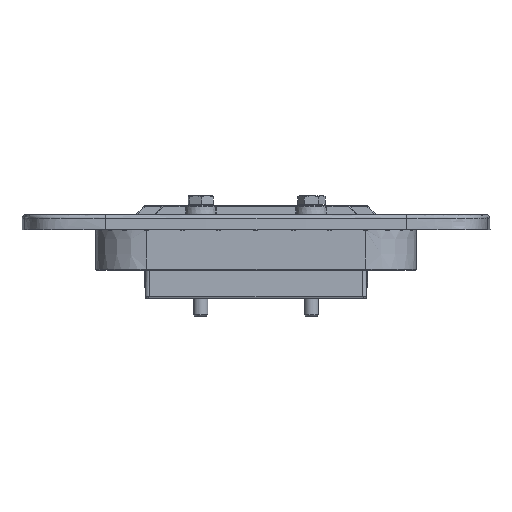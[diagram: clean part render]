
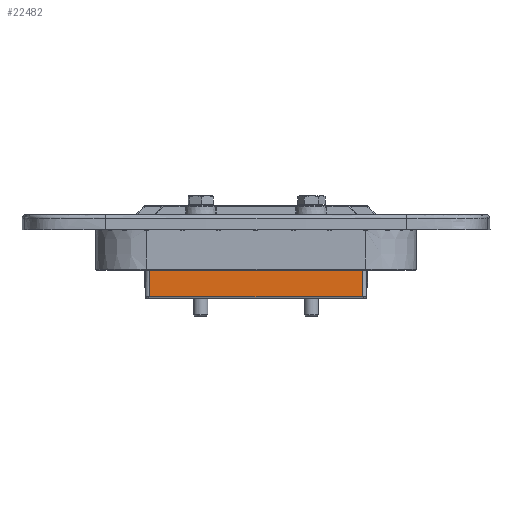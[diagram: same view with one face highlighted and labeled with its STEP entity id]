
A CAD part, left-side view. The second image highlights one B-rep face of the part: STEP entity #22482.
In plain terms, the highlighted planar face has unit normal (-1, 0, 0.009).
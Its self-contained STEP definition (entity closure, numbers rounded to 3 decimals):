
#21848=CARTESIAN_POINT('',(-204.94,17.52,48.218));
#21849=VERTEX_POINT('',#21848);
#21892=CARTESIAN_POINT('',(-204.94,133.061,48.218));
#21893=VERTEX_POINT('',#21892);
#21901=CARTESIAN_POINT('',(-204.94,133.061,48.218));
#21902=DIRECTION('',(0.0,-1.0,0.0));
#21903=VECTOR('',#21902,115.542);
#21904=LINE('',#21901,#21903);
#21905=EDGE_CURVE('',#21893,#21849,#21904,.T.);
#22349=CARTESIAN_POINT('',(-205.123,133.245,27.218));
#22350=VERTEX_POINT('',#22349);
#22384=CARTESIAN_POINT('',(-205.123,17.335,27.218));
#22385=VERTEX_POINT('',#22384);
#22393=CARTESIAN_POINT('',(-205.123,17.335,27.218));
#22394=DIRECTION('',(0.0,1.0,0.0));
#22395=VECTOR('',#22394,115.91);
#22396=LINE('',#22393,#22395);
#22397=EDGE_CURVE('',#22385,#22350,#22396,.T.);
#22457=CARTESIAN_POINT('',(-205.123,133.245,27.218));
#22458=DIRECTION('',(0.009,-0.009,1.));
#22459=VECTOR('',#22458,21.002);
#22460=LINE('',#22457,#22459);
#22461=EDGE_CURVE('',#22350,#21893,#22460,.T.);
#22466=CARTESIAN_POINT('',(-204.932,15.54,49.209));
#22467=DIRECTION('',(-1.,0.,0.009));
#22468=DIRECTION('',(0.0,1.0,0.0));
#22469=AXIS2_PLACEMENT_3D('',#22466,#22467,#22468);
#22470=PLANE('',#22469);
#22471=ORIENTED_EDGE('',*,*,#21905,.F.);
#22472=ORIENTED_EDGE('',*,*,#22461,.F.);
#22473=ORIENTED_EDGE('',*,*,#22397,.F.);
#22474=CARTESIAN_POINT('',(-204.94,17.52,48.218));
#22475=DIRECTION('',(-0.009,-0.009,-1.));
#22476=VECTOR('',#22475,21.002);
#22477=LINE('',#22474,#22476);
#22478=EDGE_CURVE('',#21849,#22385,#22477,.T.);
#22479=ORIENTED_EDGE('',*,*,#22478,.F.);
#22480=EDGE_LOOP('',(#22471,#22472,#22473,#22479));
#22481=FACE_OUTER_BOUND('',#22480,.T.);
#22482=ADVANCED_FACE('',(#22481),#22470,.T.);
